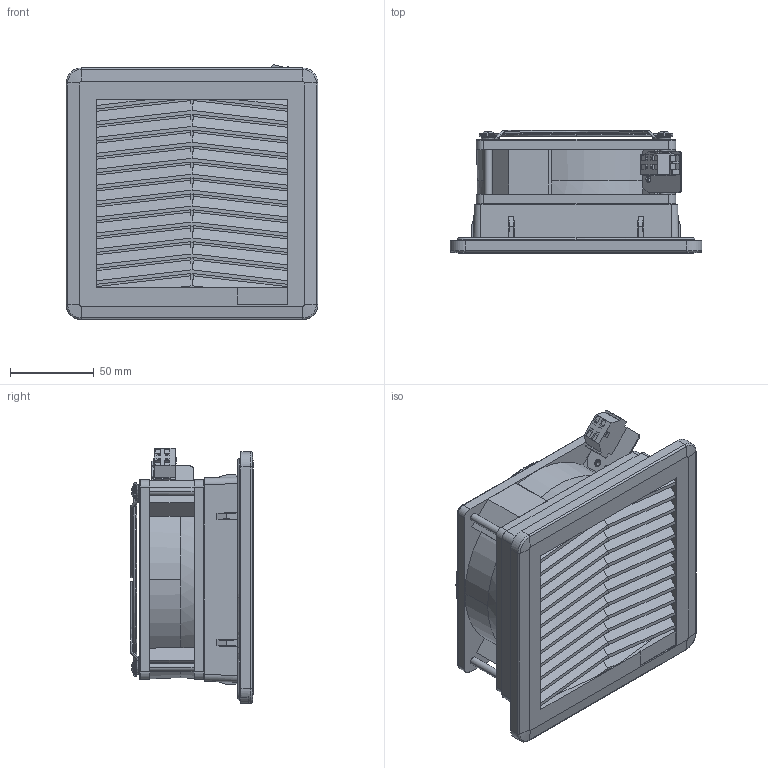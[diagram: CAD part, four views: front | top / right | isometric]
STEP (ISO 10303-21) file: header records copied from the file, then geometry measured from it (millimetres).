
FILE_DESCRIPTION((''),'2;1');
FILE_NAME('FL-4210A','2013-09-17T',('alexcam'),(''),'PRO/ENGINEER BY PARAMETRIC TECHNOLOGY CORPORATION, 2010040','PRO/ENGINEER BY PARAMETRIC TECHNOLOGY CORPORATION, 2010040','');
FILE_SCHEMA(('AUTOMOTIVE_DESIGN_CC2 { 1 2 10303 214 -1 1 5 2 }'));
Products named in the file (1): FL-4210A
Bounding box: 150 x 73.2 x 152.04 mm (x, y, z)
Volume: 72043.3 mm3; surface area: 221992.1 mm2
Topology: 13 solids, 16 shells, 1750 faces, 4811 edges, 2952 vertices
Faces by surface type: plane 954, cylinder 451, torus 128, cone 82, bspline 68, sphere 61, extrusion 6
Entity records: 96990 total; most frequent: CARTESIAN_POINT 37702, ORIENTED_EDGE 9444, DIRECTION 8471, PRESENTATION_STYLE_ASSIGNMENT 4982, STYLED_ITEM 4775, CURVE_STYLE 4759, EDGE_CURVE 4759, VERTEX_POINT 2952
